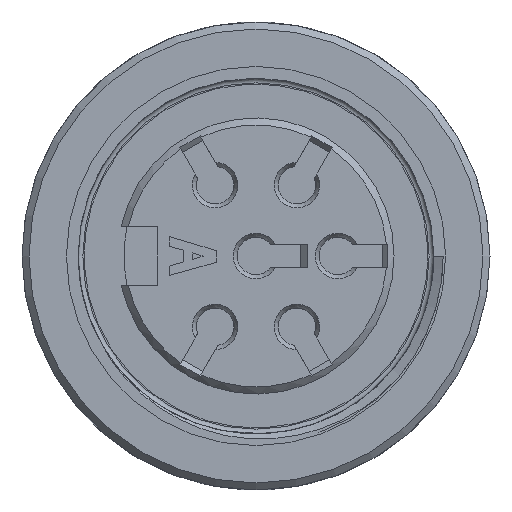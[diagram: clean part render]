
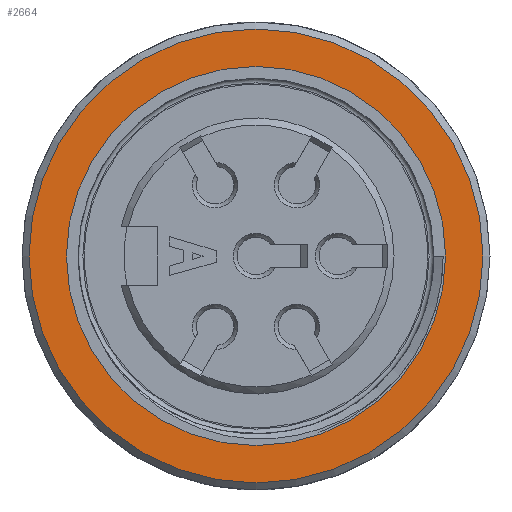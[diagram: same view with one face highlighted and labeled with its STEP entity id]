
A CAD part, front view. The second image highlights one B-rep face of the part: STEP entity #2664.
In plain terms, the highlighted planar face has unit normal (0, -1, 0).
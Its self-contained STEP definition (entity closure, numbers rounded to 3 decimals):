
#1716=FACE_BOUND('',#3863,.T.);
#1717=FACE_BOUND('',#3864,.T.);
#1856=PLANE('',#11657);
#2664=ADVANCED_FACE('',(#1716,#1717),#1856,.F.);
#3863=EDGE_LOOP('',(#5501));
#3864=EDGE_LOOP('',(#5502));
#4395=CIRCLE('',#11654,8.1);
#4396=CIRCLE('',#11656,9.7);
#5501=ORIENTED_EDGE('',*,*,#9108,.F.);
#5502=ORIENTED_EDGE('',*,*,#9109,.T.);
#8005=VERTEX_POINT('',#19981);
#8006=VERTEX_POINT('',#19984);
#9108=EDGE_CURVE('',#8005,#8005,#4395,.T.);
#9109=EDGE_CURVE('',#8006,#8006,#4396,.T.);
#11654=AXIS2_PLACEMENT_3D('',#19980,#12632,#12633);
#11656=AXIS2_PLACEMENT_3D('',#19983,#12636,#12637);
#11657=AXIS2_PLACEMENT_3D('',#19985,#12638,#12639);
#12632=DIRECTION('',(0.,-1.,0.));
#12633=DIRECTION('',(1.,0.,0.));
#12636=DIRECTION('',(0.,-1.,0.));
#12637=DIRECTION('',(1.,0.,0.));
#12638=DIRECTION('',(0.,1.,0.));
#12639=DIRECTION('',(-1.,0.,0.));
#19980=CARTESIAN_POINT('',(0.596,-24.756,0.));
#19981=CARTESIAN_POINT('',(8.696,-24.756,0.));
#19983=CARTESIAN_POINT('',(0.596,-24.756,0.));
#19984=CARTESIAN_POINT('',(10.296,-24.756,0.));
#19985=CARTESIAN_POINT('',(10.296,-24.756,0.));
